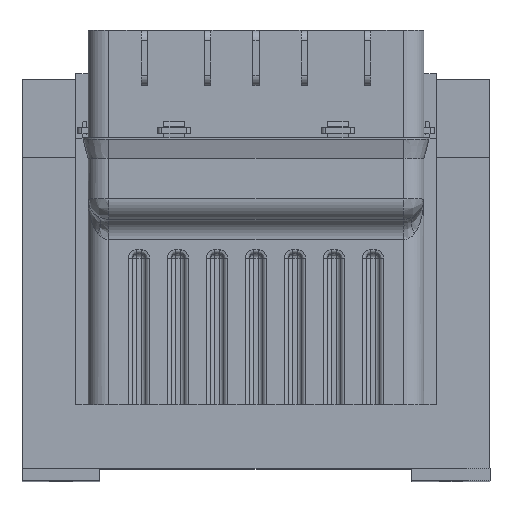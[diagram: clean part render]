
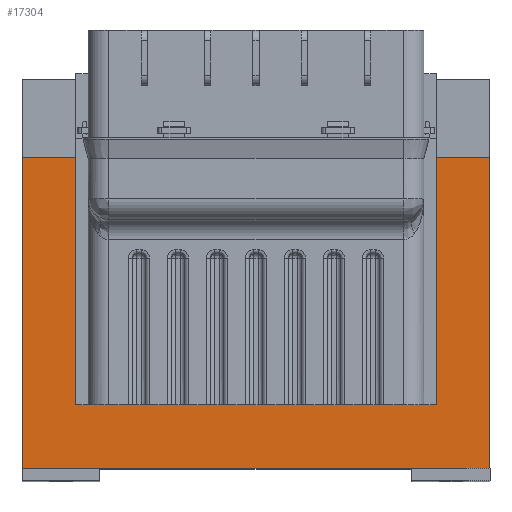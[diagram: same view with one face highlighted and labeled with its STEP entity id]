
A CAD part, top view. The second image highlights one B-rep face of the part: STEP entity #17304.
In plain terms, the highlighted planar face has unit normal (0, 0, 1).
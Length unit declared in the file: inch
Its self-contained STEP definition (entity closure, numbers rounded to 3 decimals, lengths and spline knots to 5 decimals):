
#249 = CARTESIAN_POINT ( 'NONE',  ( -2.24409, -3.74016, 0.98425 ) ) ;
#2050 = CARTESIAN_POINT ( 'NONE',  ( -2.24409, -0.74803, 0.98425 ) ) ;
#2189 = LINE ( 'NONE', #21255, #14298 ) ;
#2818 = EDGE_LOOP ( 'NONE', ( #20072, #17065, #20033, #12097 ) ) ;
#2893 = EDGE_CURVE ( 'NONE', #18284, #8398, #13126, .T. ) ;
#4354 = CARTESIAN_POINT ( 'NONE',  ( -2.24409, -0.74803, 0.98425 ) ) ;
#4806 = VERTEX_POINT ( 'NONE', #249 ) ;
#5348 = DIRECTION ( 'NONE',  ( 0., -1., 0. ) ) ;
#5975 = LINE ( 'NONE', #11044, #14216 ) ;
#6423 = EDGE_CURVE ( 'NONE', #12471, #4806, #14401, .T. ) ;
#6459 = CARTESIAN_POINT ( 'NONE',  ( -2.24409, -0.74803, 0.98425 ) ) ;
#6957 = DIRECTION ( 'NONE',  ( 0., -1., 0. ) ) ;
#8058 = DIRECTION ( 'NONE',  ( 1., 0., 0. ) ) ;
#8115 = DIRECTION ( 'NONE',  ( 0., 0., -1. ) ) ;
#8252 = VECTOR ( 'NONE', #6957, 39.37008 ) ;
#8398 = VERTEX_POINT ( 'NONE', #21230 ) ;
#10193 = CARTESIAN_POINT ( 'NONE',  ( 2.24409, -0.74803, 0.98425 ) ) ;
#11044 = CARTESIAN_POINT ( 'NONE',  ( -2.24409, -0.74803, 0.98425 ) ) ;
#11202 = EDGE_CURVE ( 'NONE', #4806, #8398, #2189, .T. ) ;
#11386 = AXIS2_PLACEMENT_3D ( 'NONE', #6459, #8115, #19649 ) ;
#12097 = ORIENTED_EDGE ( 'NONE', *, *, #6423, .T. ) ;
#12471 = VERTEX_POINT ( 'NONE', #4354 ) ;
#12677 = DIRECTION ( 'NONE',  ( 1., 0., 0. ) ) ;
#13126 = LINE ( 'NONE', #10193, #8252 ) ;
#13758 = FACE_OUTER_BOUND ( 'NONE', #2818, .T. ) ;
#13888 = VECTOR ( 'NONE', #5348, 39.37008 ) ;
#14216 = VECTOR ( 'NONE', #12677, 39.37008 ) ;
#14298 = VECTOR ( 'NONE', #8058, 39.37008 ) ;
#14401 = LINE ( 'NONE', #2050, #13888 ) ;
#16341 = PLANE ( 'NONE',  #11386 ) ;
#17065 = ORIENTED_EDGE ( 'NONE', *, *, #2893, .F. ) ;
#17080 = CARTESIAN_POINT ( 'NONE',  ( 2.24409, -0.74803, 0.98425 ) ) ;
#17304 = ADVANCED_FACE ( 'NONE', ( #13758 ), #16341, .F. ) ;
#18284 = VERTEX_POINT ( 'NONE', #17080 ) ;
#19520 = EDGE_CURVE ( 'NONE', #12471, #18284, #5975, .T. ) ;
#19649 = DIRECTION ( 'NONE',  ( -1., 0., 0. ) ) ;
#20033 = ORIENTED_EDGE ( 'NONE', *, *, #19520, .F. ) ;
#20072 = ORIENTED_EDGE ( 'NONE', *, *, #11202, .T. ) ;
#21230 = CARTESIAN_POINT ( 'NONE',  ( 2.24409, -3.74016, 0.98425 ) ) ;
#21255 = CARTESIAN_POINT ( 'NONE',  ( -2.24409, -3.74016, 0.98425 ) ) ;
